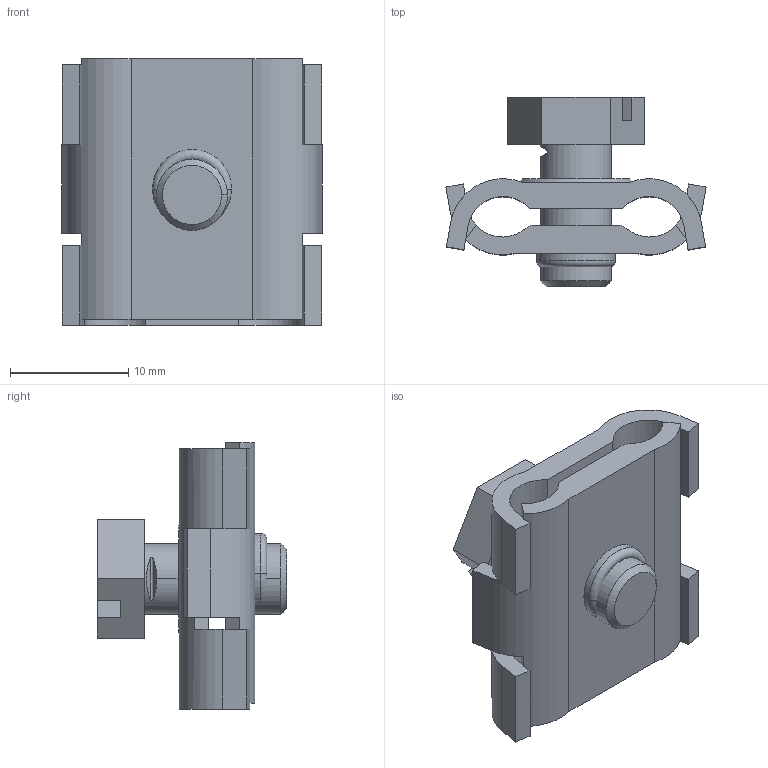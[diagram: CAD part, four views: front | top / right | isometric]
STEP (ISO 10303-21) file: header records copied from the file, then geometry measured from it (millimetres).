
FILE_DESCRIPTION((''),'2;1');
FILE_NAME('5305012_ASM','2013-02-14T',('AndreasKeweloh'),(''),'PRO/ENGINEER BY PARAMETRIC TECHNOLOGY CORPORATION, 2012360','PRO/ENGINEER BY PARAMETRIC TECHNOLOGY CORPORATION, 2012360','');
FILE_SCHEMA(('CONFIG_CONTROL_DESIGN'));
Length unit declared in the file: millimetre
Products named in the file (4): 5305012SCHRAUBE_M6X12_KATALOG; 5305012_OBERTEIL; 5305012_OBERT; 5305012_ASM
Assembly tree (3 placements, depth 2):
  5305012_ASM
    5305012SCHRAUBE_M6X12_KATALOG
    5305012_OBERTEIL
    5305012_OBERT
Bounding box: 22 x 16 x 22.5 mm (x, y, z)
Volume: 2316.8 mm3; surface area: 2925 mm2
Topology: 3 solids, 3 shells, 85 faces, 230 edges, 151 vertices
Faces by surface type: plane 58, cylinder 19, cone 6, torus 2
Entity records: 2831 total; most frequent: CARTESIAN_POINT 545, DIRECTION 463, ORIENTED_EDGE 460, EDGE_CURVE 230, AXIS2_PLACEMENT_3D 155, VECTOR 153, LINE 153, VERTEX_POINT 151
